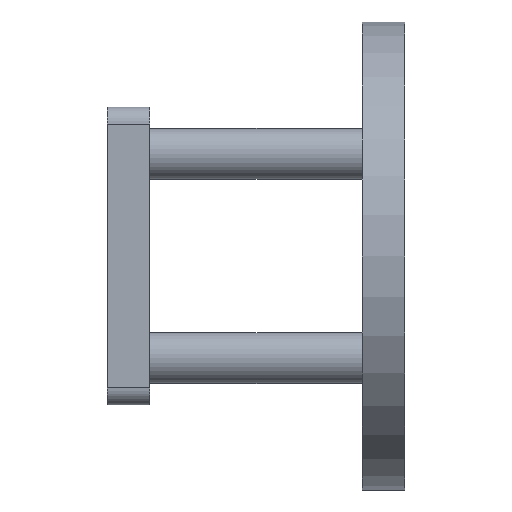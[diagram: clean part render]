
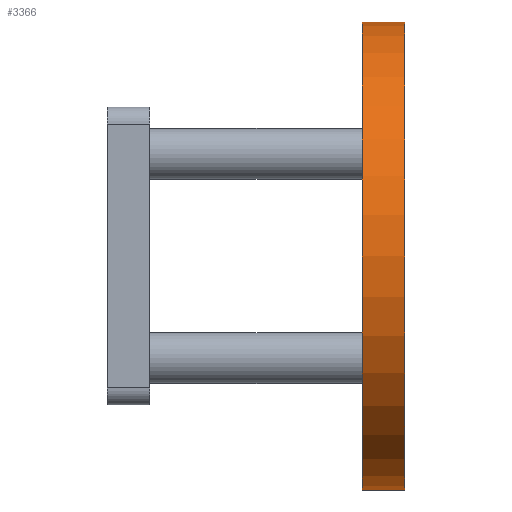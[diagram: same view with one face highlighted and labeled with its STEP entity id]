
A CAD part, left-side view. The second image highlights one B-rep face of the part: STEP entity #3366.
In plain terms, the highlighted cylindrical face has radius 55 mm (diameter 110 mm), a partial arc.
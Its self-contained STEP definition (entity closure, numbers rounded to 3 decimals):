
#38 = CARTESIAN_POINT ( 'NONE',  ( 0., 0., 0. ) ) ;
#110 = CIRCLE ( 'NONE', #946, 55. ) ;
#154 = CARTESIAN_POINT ( 'NONE',  ( 0., 10., -55. ) ) ;
#352 = VERTEX_POINT ( 'NONE', #3707 ) ;
#389 = AXIS2_PLACEMENT_3D ( 'NONE', #2571, #1987, #2550 ) ;
#456 = EDGE_CURVE ( 'NONE', #352, #2584, #3831, .T. ) ;
#624 = DIRECTION ( 'NONE',  ( 0., 1., 0. ) ) ;
#723 = DIRECTION ( 'NONE',  ( 0., 1., 0. ) ) ;
#867 = EDGE_CURVE ( 'NONE', #2882, #1716, #2949, .T. ) ;
#946 = AXIS2_PLACEMENT_3D ( 'NONE', #38, #624, #1283 ) ;
#1006 = CARTESIAN_POINT ( 'NONE',  ( 0., 0., 55. ) ) ;
#1062 = CYLINDRICAL_SURFACE ( 'NONE', #389, 55. ) ;
#1124 = AXIS2_PLACEMENT_3D ( 'NONE', #3132, #723, #1386 ) ;
#1283 = DIRECTION ( 'NONE',  ( 0., 0., 1. ) ) ;
#1386 = DIRECTION ( 'NONE',  ( 0., 0., 1. ) ) ;
#1501 = DIRECTION ( 'NONE',  ( 0., -1., 0. ) ) ;
#1633 = FACE_OUTER_BOUND ( 'NONE', #2721, .T. ) ;
#1716 = VERTEX_POINT ( 'NONE', #1006 ) ;
#1813 = VECTOR ( 'NONE', #1501, 1000. ) ;
#1878 = ORIENTED_EDGE ( 'NONE', *, *, #867, .F. ) ;
#1987 = DIRECTION ( 'NONE',  ( 0., -1., 0. ) ) ;
#2085 = CARTESIAN_POINT ( 'NONE',  ( 0., 0., -55. ) ) ;
#2369 = CARTESIAN_POINT ( 'NONE',  ( 0., 10., 55. ) ) ;
#2391 = ORIENTED_EDGE ( 'NONE', *, *, #3760, .F. ) ;
#2449 = VECTOR ( 'NONE', #2951, 1000. ) ;
#2547 = CARTESIAN_POINT ( 'NONE',  ( 0., 10., 55. ) ) ;
#2550 = DIRECTION ( 'NONE',  ( 0., 0., -1. ) ) ;
#2571 = CARTESIAN_POINT ( 'NONE',  ( 0., 10., 0. ) ) ;
#2584 = VERTEX_POINT ( 'NONE', #2085 ) ;
#2721 = EDGE_LOOP ( 'NONE', ( #1878, #2391, #2915, #3417 ) ) ;
#2758 = EDGE_CURVE ( 'NONE', #2584, #1716, #110, .T. ) ;
#2882 = VERTEX_POINT ( 'NONE', #2547 ) ;
#2915 = ORIENTED_EDGE ( 'NONE', *, *, #456, .T. ) ;
#2949 = LINE ( 'NONE', #2369, #1813 ) ;
#2951 = DIRECTION ( 'NONE',  ( 0., -1., 0. ) ) ;
#3132 = CARTESIAN_POINT ( 'NONE',  ( 0., 10., 0. ) ) ;
#3311 = CIRCLE ( 'NONE', #1124, 55. ) ;
#3366 = ADVANCED_FACE ( 'NONE', ( #1633 ), #1062, .T. ) ;
#3417 = ORIENTED_EDGE ( 'NONE', *, *, #2758, .T. ) ;
#3707 = CARTESIAN_POINT ( 'NONE',  ( 0., 10., -55. ) ) ;
#3760 = EDGE_CURVE ( 'NONE', #352, #2882, #3311, .T. ) ;
#3831 = LINE ( 'NONE', #154, #2449 ) ;
